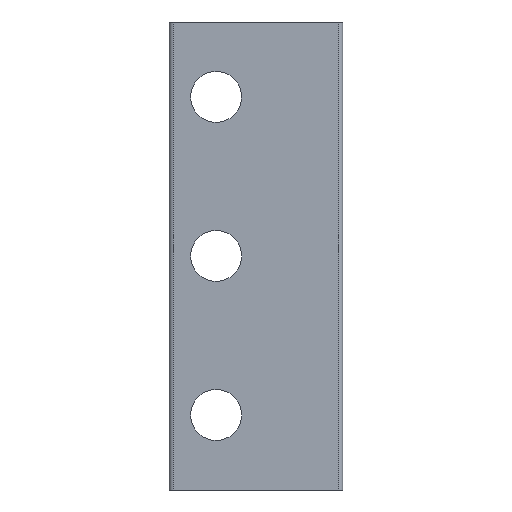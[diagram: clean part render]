
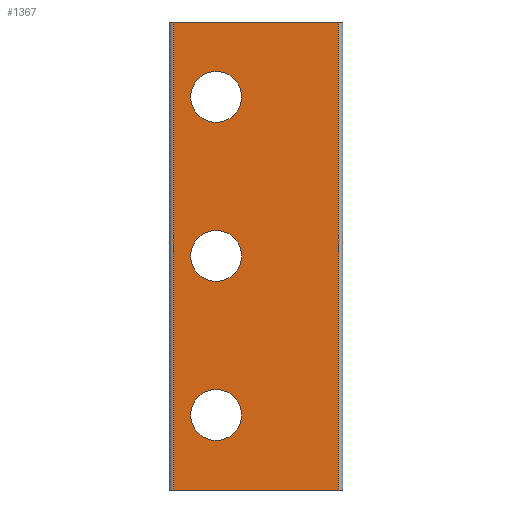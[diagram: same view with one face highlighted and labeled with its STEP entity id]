
A CAD part, front view. The second image highlights one B-rep face of the part: STEP entity #1367.
In plain terms, the highlighted planar face has unit normal (0, -1, 0).
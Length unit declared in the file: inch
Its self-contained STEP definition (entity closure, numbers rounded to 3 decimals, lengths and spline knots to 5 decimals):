
#156=LINE('',#2891,#204);
#163=LINE('',#2912,#211);
#168=LINE('',#2925,#216);
#169=LINE('',#2928,#217);
#204=VECTOR('',#1878,0.3937);
#211=VECTOR('',#1899,0.3937);
#216=VECTOR('',#1912,0.3937);
#217=VECTOR('',#1917,0.3937);
#239=PLANE('',#1547);
#300=FACE_BOUND('',#608,.T.);
#301=FACE_BOUND('',#609,.T.);
#302=FACE_BOUND('',#610,.T.);
#347=CIRCLE('',#1473,0.17);
#356=CIRCLE('',#1492,0.17);
#365=CIRCLE('',#1511,0.17);
#465=FACE_OUTER_BOUND('',#607,.T.);
#607=EDGE_LOOP('',(#1223,#1224,#1225,#1226));
#608=EDGE_LOOP('',(#1227));
#609=EDGE_LOOP('',(#1228));
#610=EDGE_LOOP('',(#1229));
#704=VERTEX_POINT('',#2537);
#715=VERTEX_POINT('',#2650);
#726=VERTEX_POINT('',#2763);
#742=VERTEX_POINT('',#2888);
#743=VERTEX_POINT('',#2890);
#750=VERTEX_POINT('',#2910);
#754=VERTEX_POINT('',#2924);
#852=EDGE_CURVE('',#704,#704,#347,.T.);
#866=EDGE_CURVE('',#715,#715,#356,.T.);
#880=EDGE_CURVE('',#726,#726,#365,.T.);
#901=EDGE_CURVE('',#743,#742,#156,.T.);
#912=EDGE_CURVE('',#750,#742,#163,.T.);
#918=EDGE_CURVE('',#743,#754,#168,.T.);
#920=EDGE_CURVE('',#754,#750,#169,.T.);
#1223=ORIENTED_EDGE('',*,*,#912,.F.);
#1224=ORIENTED_EDGE('',*,*,#920,.F.);
#1225=ORIENTED_EDGE('',*,*,#918,.F.);
#1226=ORIENTED_EDGE('',*,*,#901,.T.);
#1227=ORIENTED_EDGE('',*,*,#852,.T.);
#1228=ORIENTED_EDGE('',*,*,#866,.T.);
#1229=ORIENTED_EDGE('',*,*,#880,.T.);
#1367=ADVANCED_FACE('',(#465,#300,#301,#302),#239,.T.);
#1473=AXIS2_PLACEMENT_3D('',#2538,#1751,#1752);
#1492=AXIS2_PLACEMENT_3D('',#2651,#1789,#1790);
#1511=AXIS2_PLACEMENT_3D('',#2764,#1827,#1828);
#1547=AXIS2_PLACEMENT_3D('',#2927,#1915,#1916);
#1751=DIRECTION('center_axis',(0.,1.,0.));
#1752=DIRECTION('ref_axis',(-1.,0.,0.));
#1789=DIRECTION('center_axis',(0.,1.,0.));
#1790=DIRECTION('ref_axis',(-1.,0.,0.));
#1827=DIRECTION('center_axis',(0.,1.,0.));
#1828=DIRECTION('ref_axis',(-1.,0.,0.));
#1878=DIRECTION('',(1.,0.,0.));
#1899=DIRECTION('',(0.,0.,-1.));
#1912=DIRECTION('',(0.,0.,1.));
#1915=DIRECTION('center_axis',(0.,-1.,0.));
#1916=DIRECTION('ref_axis',(0.,0.,-1.));
#1917=DIRECTION('',(1.,0.,0.));
#2537=CARTESIAN_POINT('',(-0.29035,-0.04648,-2.624));
#2538=CARTESIAN_POINT('Origin',(-0.46035,-0.04648,
-2.624));
#2650=CARTESIAN_POINT('',(-0.29035,-0.04648,-1.562));
#2651=CARTESIAN_POINT('Origin',(-0.46035,-0.04648,
-1.562));
#2763=CARTESIAN_POINT('',(-0.29035,-0.04648,-0.5));
#2764=CARTESIAN_POINT('Origin',(-0.46035,-0.04648,
-0.5));
#2888=CARTESIAN_POINT('',(0.35865,-0.04648,-3.125));
#2890=CARTESIAN_POINT('',(-0.74735,-0.04648,-3.125));
#2891=CARTESIAN_POINT('',(-0.77235,-0.04648,-3.125));
#2910=CARTESIAN_POINT('',(0.35865,-0.04648,0.));
#2912=CARTESIAN_POINT('',(0.35865,-0.04648,0.));
#2924=CARTESIAN_POINT('',(-0.74735,-0.04648,0.));
#2925=CARTESIAN_POINT('',(-0.74735,-0.04648,0.));
#2927=CARTESIAN_POINT('Origin',(-0.77235,-0.04648,
0.));
#2928=CARTESIAN_POINT('',(-0.77235,-0.04648,0.));
